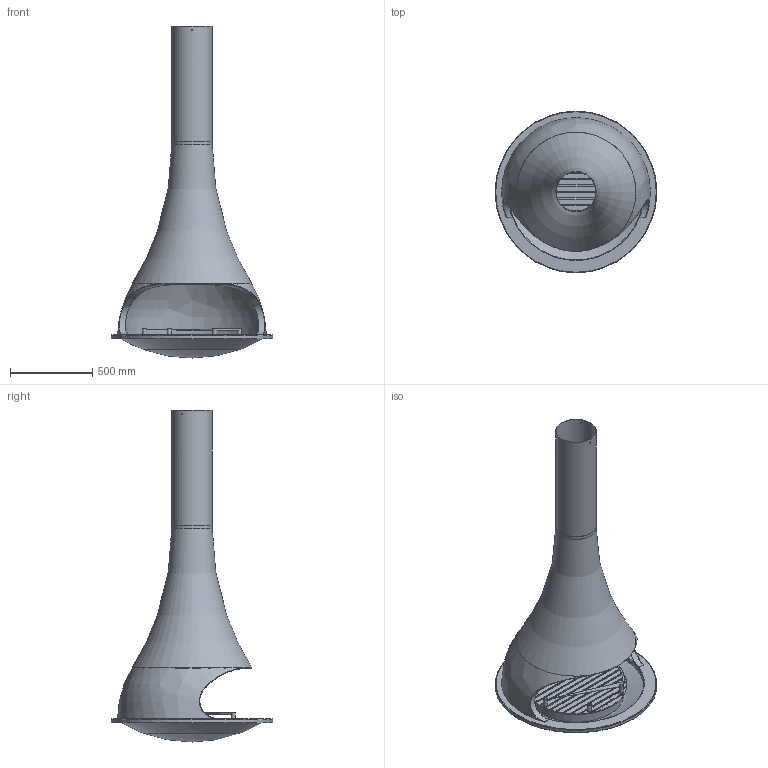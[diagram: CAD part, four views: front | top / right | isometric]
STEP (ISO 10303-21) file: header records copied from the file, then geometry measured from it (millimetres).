
FILE_DESCRIPTION(('STEP AP214'),'1');
FILE_NAME('Tatiana 997 Centrale.stp','2016-12-08T12:19:44',(' '),(' '),'Spatial InterOp 3D',' ',' ');
FILE_SCHEMA(('automotive_design'));
Length unit declared in the file: millimetre
Products named in the file (11): Grille 992 Centrale avec anneau - Copie; Pièce CB 6169; Pièce CB 6168; bordelet-20-001-V2-A; Pièce Cedric 15; Proifilé (Ouverture foyer); Support de grille; Hotte; Fond bombé; Plateau repoussé
Assembly tree (11 placements, depth 3):
  (unnamed)
    Grille 992 Centrale avec anneau - Copie
      Pièce CB 6169
      Pièce CB 6168
      bordelet-20-001-V2-A  x2
    Pièce Cedric 15
    Proifilé (Ouverture foyer)
    Support de grille
    Hotte
    Fond bombé
    Plateau repoussé
Bounding box: 980 x 980 x 2012.68 mm (x, y, z)
Volume: 13311708.2 mm3; surface area: 7577708.1 mm2
Topology: 13 solids, 13 shells, 2578 faces, 6235 edges, 3528 vertices
Faces by surface type: bspline 1311, cylinder 475, torus 352, plane 286, sphere 78, cone 75, revolution 1
Full cylindrical faces by diameter (mm): 8 x3, 238.5 x1, 239.5 x1, 244.5 x2, 575 x1, 580 x1, 824 x1, 830 x1, 974 x1, 980 x1
Entity records: 68696 total; most frequent: CARTESIAN_POINT 32565, ORIENTED_EDGE 6092, DIRECTION 4261, EDGE_CURVE 3046, AXIS2_PLACEMENT_3D 1898, VERTEX_POINT 1795, EDGE_LOOP 1395, FACE_OUTER_BOUND 1359
